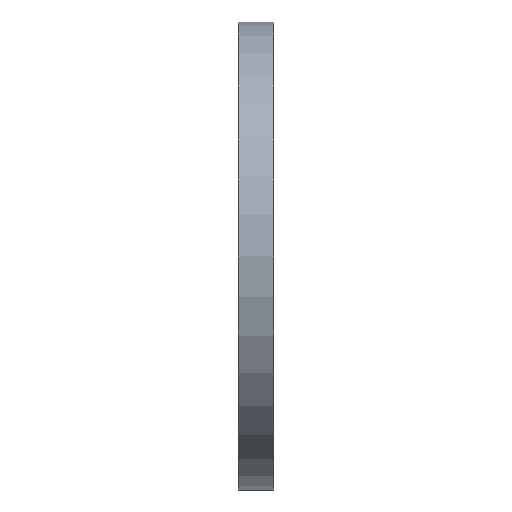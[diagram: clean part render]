
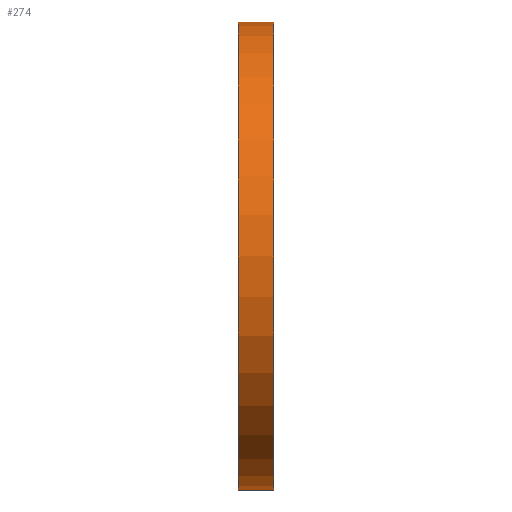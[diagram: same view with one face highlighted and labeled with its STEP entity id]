
A CAD part, front view. The second image highlights one B-rep face of the part: STEP entity #274.
In plain terms, the highlighted cylindrical face has radius 60 mm (diameter 120 mm), a partial arc.
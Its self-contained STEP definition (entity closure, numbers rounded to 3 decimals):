
#95 = CARTESIAN_POINT ( 'NONE',  ( -0.01, 0., 60. ) ) ;
#107 = DIRECTION ( 'NONE',  ( 0., 0., -1. ) ) ;
#165 = DIRECTION ( 'NONE',  ( 1., 0., 0. ) ) ;
#166 = ORIENTED_EDGE ( 'NONE', *, *, #293, .T. ) ;
#207 = CYLINDRICAL_SURFACE ( 'NONE', #1084, 60. ) ;
#274 = ADVANCED_FACE ( 'NONE', ( #1055 ), #207, .T. ) ;
#293 = EDGE_CURVE ( 'NONE', #364, #743, #1260, .T. ) ;
#305 = DIRECTION ( 'NONE',  ( 1., 0., 0. ) ) ;
#307 = AXIS2_PLACEMENT_3D ( 'NONE', #583, #899, #1023 ) ;
#320 = ORIENTED_EDGE ( 'NONE', *, *, #1271, .F. ) ;
#333 = VECTOR ( 'NONE', #165, 1000. ) ;
#364 = VERTEX_POINT ( 'NONE', #1159 ) ;
#422 = DIRECTION ( 'NONE',  ( 1., 0., 0. ) ) ;
#477 = VERTEX_POINT ( 'NONE', #825 ) ;
#521 = CARTESIAN_POINT ( 'NONE',  ( -0.01, 0., -60. ) ) ;
#531 = DIRECTION ( 'NONE',  ( 1., 0., 0. ) ) ;
#536 = CARTESIAN_POINT ( 'NONE',  ( -0.01, 0., 0. ) ) ;
#583 = CARTESIAN_POINT ( 'NONE',  ( 9., 0., 0. ) ) ;
#601 = AXIS2_PLACEMENT_3D ( 'NONE', #961, #531, #849 ) ;
#607 = EDGE_CURVE ( 'NONE', #477, #704, #1021, .T. ) ;
#704 = VERTEX_POINT ( 'NONE', #1237 ) ;
#743 = VERTEX_POINT ( 'NONE', #521 ) ;
#793 = CARTESIAN_POINT ( 'NONE',  ( -0.01, 0., -60. ) ) ;
#825 = CARTESIAN_POINT ( 'NONE',  ( 9., 0., 60. ) ) ;
#849 = DIRECTION ( 'NONE',  ( 0., 0., -1. ) ) ;
#899 = DIRECTION ( 'NONE',  ( 1., 0., 0. ) ) ;
#935 = EDGE_CURVE ( 'NONE', #743, #704, #1114, .T. ) ;
#941 = VECTOR ( 'NONE', #422, 1000. ) ;
#961 = CARTESIAN_POINT ( 'NONE',  ( -0.01, 0., 0. ) ) ;
#975 = ORIENTED_EDGE ( 'NONE', *, *, #607, .F. ) ;
#995 = EDGE_LOOP ( 'NONE', ( #320, #166, #1228, #975 ) ) ;
#1021 = CIRCLE ( 'NONE', #307, 60. ) ;
#1023 = DIRECTION ( 'NONE',  ( 0., 0., -1. ) ) ;
#1045 = LINE ( 'NONE', #95, #941 ) ;
#1055 = FACE_OUTER_BOUND ( 'NONE', #995, .T. ) ;
#1084 = AXIS2_PLACEMENT_3D ( 'NONE', #536, #305, #107 ) ;
#1114 = LINE ( 'NONE', #793, #333 ) ;
#1159 = CARTESIAN_POINT ( 'NONE',  ( -0.01, 0., 60. ) ) ;
#1228 = ORIENTED_EDGE ( 'NONE', *, *, #935, .T. ) ;
#1237 = CARTESIAN_POINT ( 'NONE',  ( 9., 0., -60. ) ) ;
#1260 = CIRCLE ( 'NONE', #601, 60. ) ;
#1271 = EDGE_CURVE ( 'NONE', #364, #477, #1045, .T. ) ;
